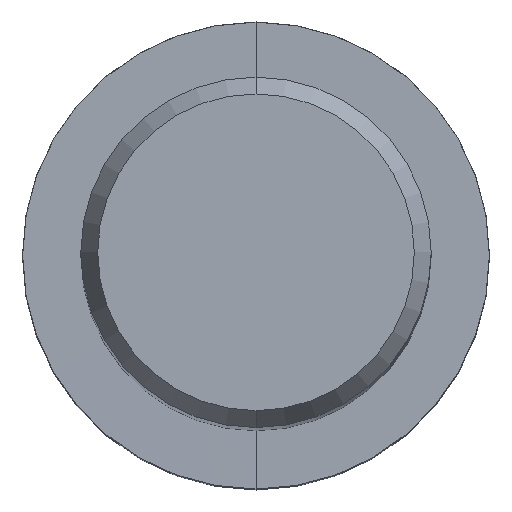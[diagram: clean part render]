
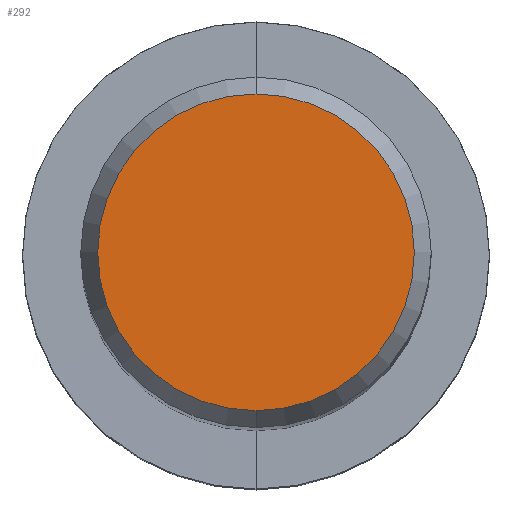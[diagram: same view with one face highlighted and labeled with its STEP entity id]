
A CAD part, top view. The second image highlights one B-rep face of the part: STEP entity #292.
In plain terms, the highlighted planar face has unit normal (0, 0, 1).
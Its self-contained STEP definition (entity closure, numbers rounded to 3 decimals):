
#190=VERTEX_POINT('',#461);
#206=EDGE_CURVE('',#254,#190,#479,.T.);
#254=VERTEX_POINT('',#534);
#292=ADVANCED_FACE('',(#576),#577,.T.);
#294=EDGE_CURVE('',#190,#254,#579,.T.);
#461=CARTESIAN_POINT('',(0.,-4.304,0.0));
#479=CIRCLE('',#819,4.304);
#534=CARTESIAN_POINT('',(0.0,4.304,0.0));
#576=FACE_OUTER_BOUND('',#1016,.T.);
#577=PLANE('',#1017);
#579=CIRCLE('',#1020,4.304);
#819=AXIS2_PLACEMENT_3D('',#1363,#1364,#1365);
#1016=EDGE_LOOP('',(#1479,#1480));
#1017=AXIS2_PLACEMENT_3D('',#1481,#1482,#1483);
#1020=AXIS2_PLACEMENT_3D('',#1484,#1485,#1486);
#1363=CARTESIAN_POINT('',(0.0,0.0,0.0));
#1364=DIRECTION('',(0.0,0.0,-1.0));
#1365=DIRECTION('',(0.0,1.0,0.0));
#1479=ORIENTED_EDGE('',*,*,#206,.F.);
#1480=ORIENTED_EDGE('',*,*,#294,.F.);
#1481=CARTESIAN_POINT('',(0.0,2.152,0.0));
#1482=DIRECTION('',(-0.0,0.0,1.0));
#1483=DIRECTION('',(0.0,-1.0,0.0));
#1484=CARTESIAN_POINT('',(0.0,0.0,0.0));
#1485=DIRECTION('',(0.0,0.0,-1.0));
#1486=DIRECTION('',(0.0,1.0,0.0));
